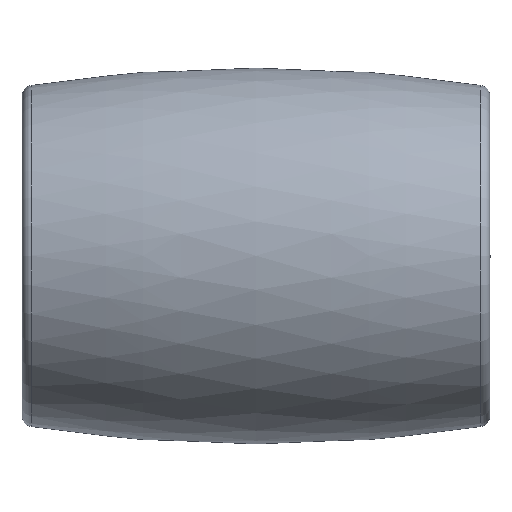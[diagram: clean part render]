
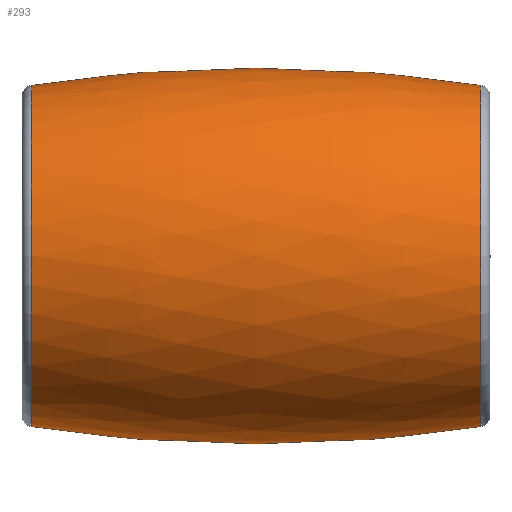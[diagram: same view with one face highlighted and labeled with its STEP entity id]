
A CAD part, top view. The second image highlights one B-rep face of the part: STEP entity #293.
In plain terms, the highlighted free-form (B-spline) face has degree [2, 2] with [3, 9] control points.
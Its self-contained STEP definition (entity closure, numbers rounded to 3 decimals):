
#23=(
BOUNDED_SURFACE()
B_SPLINE_SURFACE(2,2,((#578,#579,#580,#581,#582,#583,#584,#585,#586),(#587,
#588,#589,#590,#591,#592,#593,#594,#595),(#596,#597,#598,#599,#600,#601,
#602,#603,#604)),.UNSPECIFIED.,.F.,.T.,.F.)
B_SPLINE_SURFACE_WITH_KNOTS((3,3),(3,2,2,2,3),(-0.154,0.154),
(-3.142,-1.571,0.,1.571,3.142),
 .UNSPECIFIED.)
GEOMETRIC_REPRESENTATION_ITEM()
RATIONAL_B_SPLINE_SURFACE(((1.,0.707,1.,0.707,1.,
0.707,1.,0.707,1.),(0.988,0.699,
0.988,0.699,0.988,0.699,
0.988,0.699,0.988),(1.,0.707,
1.,0.707,1.,0.707,1.,0.707,1.)))
REPRESENTATION_ITEM('')
SURFACE()
);
#44=FACE_OUTER_BOUND('',#60,.T.);
#60=EDGE_LOOP('',(#252,#253,#254,#255,#256,#257));
#99=CIRCLE('',#355,4.809);
#100=CIRCLE('',#356,4.809);
#104=CIRCLE('',#361,4.809);
#105=CIRCLE('',#362,4.809);
#109=CIRCLE('',#369,41.275);
#134=VERTEX_POINT('',#553);
#135=VERTEX_POINT('',#554);
#138=VERTEX_POINT('',#563);
#139=VERTEX_POINT('',#564);
#172=EDGE_CURVE('',#134,#135,#99,.T.);
#173=EDGE_CURVE('',#135,#134,#100,.T.);
#177=EDGE_CURVE('',#138,#139,#104,.T.);
#178=EDGE_CURVE('',#139,#138,#105,.T.);
#185=EDGE_CURVE('',#134,#139,#109,.T.);
#252=ORIENTED_EDGE('',*,*,#172,.T.);
#253=ORIENTED_EDGE('',*,*,#173,.T.);
#254=ORIENTED_EDGE('',*,*,#185,.T.);
#255=ORIENTED_EDGE('',*,*,#178,.T.);
#256=ORIENTED_EDGE('',*,*,#177,.T.);
#257=ORIENTED_EDGE('',*,*,#185,.F.);
#293=ADVANCED_FACE('',(#44),#23,.F.);
#355=AXIS2_PLACEMENT_3D('',#555,#450,#451);
#356=AXIS2_PLACEMENT_3D('',#556,#452,#453);
#361=AXIS2_PLACEMENT_3D('',#565,#462,#463);
#362=AXIS2_PLACEMENT_3D('',#566,#464,#465);
#369=AXIS2_PLACEMENT_3D('',#605,#481,#482);
#450=DIRECTION('center_axis',(1.,0.,0.));
#451=DIRECTION('ref_axis',(0.,0.,-1.));
#452=DIRECTION('center_axis',(1.,0.,0.));
#453=DIRECTION('ref_axis',(0.,0.,-1.));
#462=DIRECTION('center_axis',(-1.,0.,0.));
#463=DIRECTION('ref_axis',(0.,0.,1.));
#464=DIRECTION('center_axis',(-1.,0.,0.));
#465=DIRECTION('ref_axis',(0.,0.,1.));
#481=DIRECTION('center_axis',(0.,-1.,0.));
#482=DIRECTION('ref_axis',(0.,0.,-1.));
#553=CARTESIAN_POINT('',(-6.346,0.,-4.809));
#554=CARTESIAN_POINT('',(-6.346,0.,4.809));
#555=CARTESIAN_POINT('Origin',(-6.346,0.,0.));
#556=CARTESIAN_POINT('Origin',(-6.346,0.,0.));
#563=CARTESIAN_POINT('',(6.346,0.,4.809));
#564=CARTESIAN_POINT('',(6.346,0.,-4.809));
#565=CARTESIAN_POINT('Origin',(6.346,0.,0.));
#566=CARTESIAN_POINT('Origin',(6.346,0.,0.));
#578=CARTESIAN_POINT('Ctrl Pts',(6.346,0.,-4.809));
#579=CARTESIAN_POINT('Ctrl Pts',(6.346,-4.809,-4.809));
#580=CARTESIAN_POINT('Ctrl Pts',(6.346,-4.809,0.));
#581=CARTESIAN_POINT('Ctrl Pts',(6.346,-4.809,4.809));
#582=CARTESIAN_POINT('Ctrl Pts',(6.346,0.,4.809));
#583=CARTESIAN_POINT('Ctrl Pts',(6.346,4.809,4.809));
#584=CARTESIAN_POINT('Ctrl Pts',(6.346,4.809,0.));
#585=CARTESIAN_POINT('Ctrl Pts',(6.346,4.809,-4.809));
#586=CARTESIAN_POINT('Ctrl Pts',(6.346,0.,-4.809));
#587=CARTESIAN_POINT('Ctrl Pts',(0.,0.,-5.797));
#588=CARTESIAN_POINT('Ctrl Pts',(0.,-5.797,
-5.797));
#589=CARTESIAN_POINT('Ctrl Pts',(0.,-5.797,
0.));
#590=CARTESIAN_POINT('Ctrl Pts',(0.,-5.797,
5.797));
#591=CARTESIAN_POINT('Ctrl Pts',(0.,0.,5.797));
#592=CARTESIAN_POINT('Ctrl Pts',(0.,5.797,
5.797));
#593=CARTESIAN_POINT('Ctrl Pts',(0.,5.797,
0.));
#594=CARTESIAN_POINT('Ctrl Pts',(0.,5.797,
-5.797));
#595=CARTESIAN_POINT('Ctrl Pts',(0.,0.,-5.797));
#596=CARTESIAN_POINT('Ctrl Pts',(-6.346,0.,-4.809));
#597=CARTESIAN_POINT('Ctrl Pts',(-6.346,-4.809,-4.809));
#598=CARTESIAN_POINT('Ctrl Pts',(-6.346,-4.809,0.));
#599=CARTESIAN_POINT('Ctrl Pts',(-6.346,-4.809,4.809));
#600=CARTESIAN_POINT('Ctrl Pts',(-6.346,0.,4.809));
#601=CARTESIAN_POINT('Ctrl Pts',(-6.346,4.809,4.809));
#602=CARTESIAN_POINT('Ctrl Pts',(-6.346,4.809,0.));
#603=CARTESIAN_POINT('Ctrl Pts',(-6.346,4.809,-4.809));
#604=CARTESIAN_POINT('Ctrl Pts',(-6.346,0.,-4.809));
#605=CARTESIAN_POINT('Origin',(0.,0.,
35.975));
